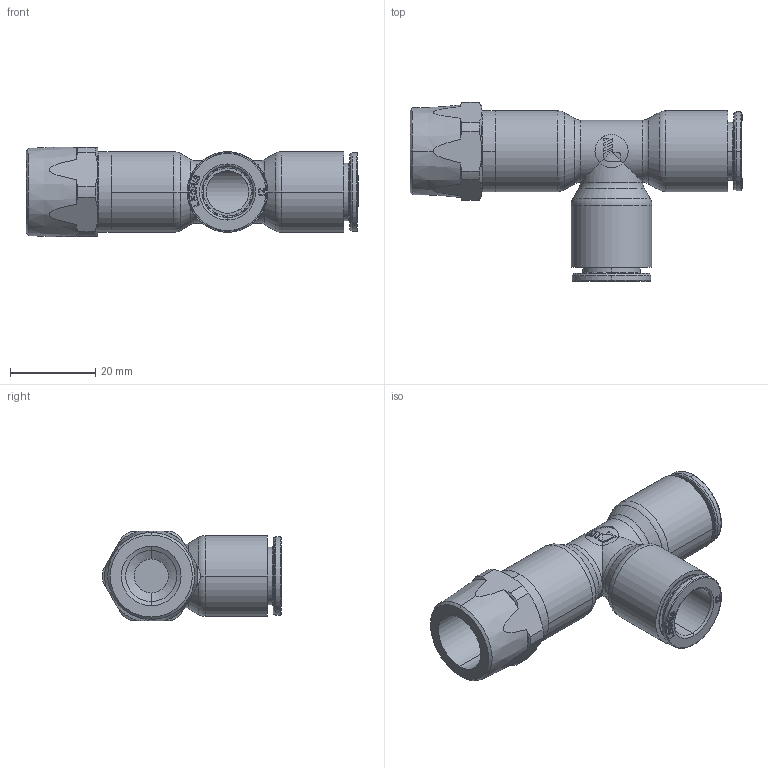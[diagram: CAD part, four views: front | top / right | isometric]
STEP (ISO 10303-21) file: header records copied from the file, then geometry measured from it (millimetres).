
FILE_DESCRIPTION(('STEP AP214'),'1');
FILE_NAME('6803_12_21.stp','2016-07-07T14:40:27',('TraceParts'),('TraceParts S.A.'),'Spatial InterOp 3D',' ',' ');
FILE_SCHEMA(('automotive_design'));
Length unit declared in the file: millimetre
Products named in the file (13): 6803 12 21|44112-19_ASM_798#44112-19_ASM|44112-21_ASM_796#44112-21_ASM|44112-32_793#44112-32;Solide1; 6803 12 21|44112-19_ASM_798#44112-19_ASM|44112-21_ASM_796#44112-21_ASM|44112-30_794#44112-30;Solide1; 6803 12 21|44112-19_ASM_798#44112-19_ASM|44112-21_ASM_796#44112-21_ASM|44112_795#44112;Solide1; 6803 12 21|44112-19_ASM_798#44112-19_ASM|44112-40_797#44112-40;Solide1; 6803 12 21|44112-19_ASM_801#44112-19_ASM|44112-21_ASM_796#44112-21_ASM|44112-32_793#44112-32;Solide1; 6803 12 21|44112-19_ASM_801#44112-19_ASM|44112-21_ASM_796#44112-21_ASM|44112-30_794#44112-30;Solide1; 6803 12 21|44112-19_ASM_801#44112-19_ASM|44112-21_ASM_796#44112-21_ASM|44112_795#44112;Solide1; 6803 12 21|44112-19_ASM_801#44112-19_ASM|44112-40_797#44112-40;Solide1; 6803 12 21|44522-04_792#44522-04;Solide1; 6803 12 21|44320-40-69_799#44320-40-69;Solide1; 6803 12 21|44112-11-10-ASM_800#44112-11-10-ASM;Solide1; 6803 12 21|44112-11-10-ASM_802#44112-11-10-ASM;Solide1; 6803 12 21|44112-11-10-ASM_803#44112-11-10-ASM;Solide1
Bounding box: 78.02 x 42.14 x 21 mm (x, y, z)
Volume: 14637.4 mm3; surface area: 19376.1 mm2
Topology: 13 solids, 13 shells, 1370 faces, 3463 edges, 2160 vertices
Faces by surface type: plane 484, cylinder 262, torus 224, cone 216, bspline 180, sphere 4
Entity records: 64632 total; most frequent: CARTESIAN_POINT 20369, DIRECTION 7025, ORIENTED_EDGE 6918, EDGE_CURVE 3459, AXIS2_PLACEMENT_3D 2637, VERTEX_POINT 2160, LINE 1751, VECTOR 1751
